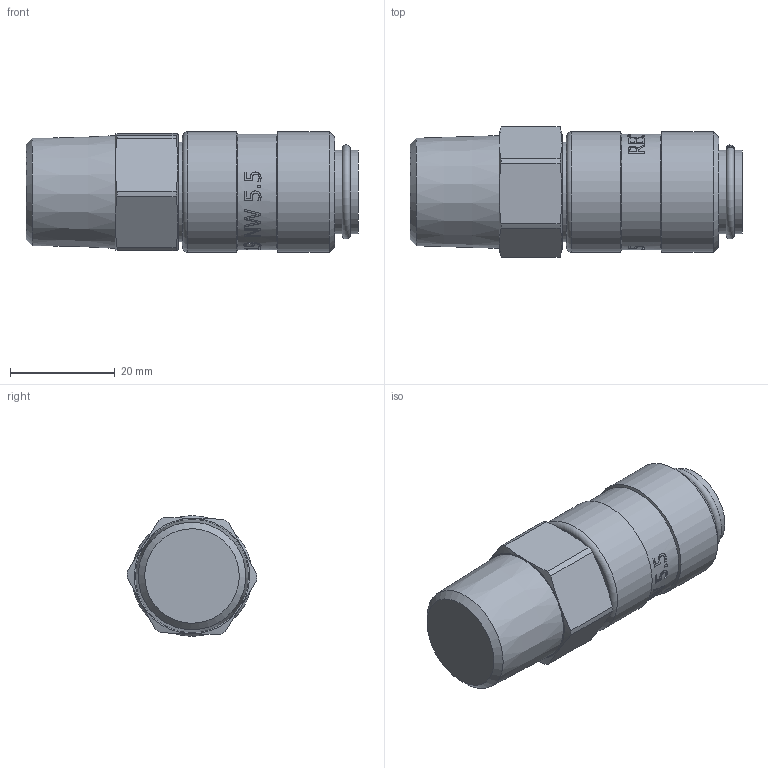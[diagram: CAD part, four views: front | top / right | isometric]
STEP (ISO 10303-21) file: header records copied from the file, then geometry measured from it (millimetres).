
FILE_DESCRIPTION((''),'2;1');
FILE_NAME('19kaak21mpx.stp','2013-12-16T12:59:50',('AS035480'),(''),'Autodesk Inventor 2013','Autodesk Inventor 2013','');
FILE_SCHEMA(('AUTOMOTIVE_DESIGN { 1 0 10303 214 1 1 1 1 }'));
Length unit declared in the file: millimetre
Products named in the file (1): D108864
Bounding box: 63.33 x 24.8 x 23 mm (x, y, z)
Volume: 22007.7 mm3; surface area: 9304.4 mm2
Topology: 2 solids, 3 shells, 335 faces, 877 edges, 580 vertices
Faces by surface type: bspline 131, plane 129, cylinder 47, cone 25, torus 3
Full cylindrical faces by diameter (mm): 15 x1, 15.106 x1, 15.3 x1, 15.459 x1, 16 x2, 16.3 x1, 17.2 x1, 18.95 x1, 19 x1, 19.3 x1, 21 x1, 22 x1, 23 x2
Entity records: 43502 total; most frequent: CARTESIAN_POINT 36171, ORIENTED_EDGE 1662, DIRECTION 960, EDGE_CURVE 831, VERTEX_POINT 566, EDGE_LOOP 403, B_SPLINE_CURVE_WITH_KNOTS 379, FACE_OUTER_BOUND 335
